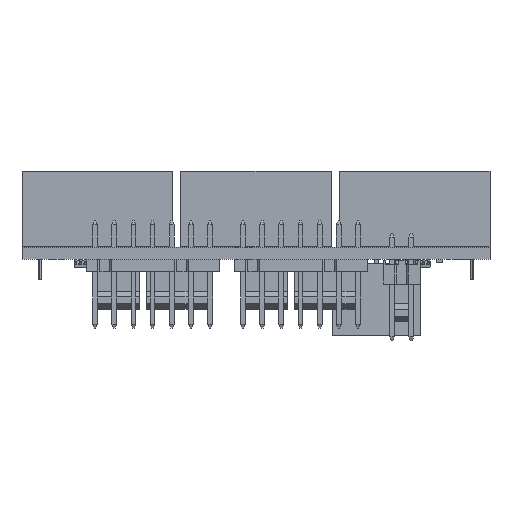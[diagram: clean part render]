
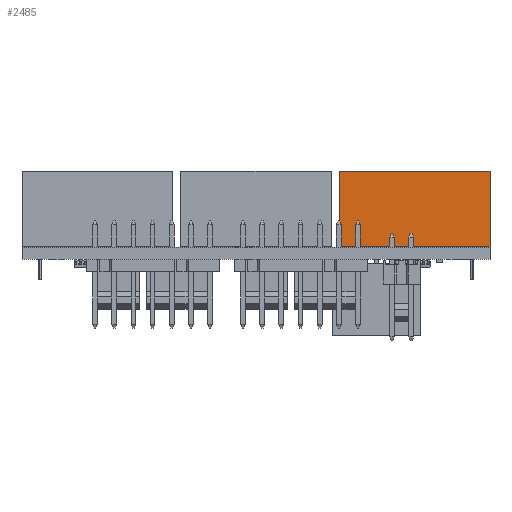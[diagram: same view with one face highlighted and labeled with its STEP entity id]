
A CAD part, front view. The second image highlights one B-rep face of the part: STEP entity #2485.
In plain terms, the highlighted planar face has unit normal (0, -1, 0).
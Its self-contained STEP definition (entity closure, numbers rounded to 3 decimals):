
#177 = PLANE('',#178);
#178 = AXIS2_PLACEMENT_3D('',#179,#180,#181);
#179 = CARTESIAN_POINT('',(0.,0.,10.));
#180 = DIRECTION('',(0.,-0.,1.));
#181 = DIRECTION('',(1.,0.,0.));
#2135 = EDGE_CURVE('',#2136,#2138,#2140,.T.);
#2136 = VERTEX_POINT('',#2137);
#2137 = CARTESIAN_POINT('',(-10.,-13.85,0.));
#2138 = VERTEX_POINT('',#2139);
#2139 = CARTESIAN_POINT('',(10.,-13.85,0.));
#2140 = SURFACE_CURVE('',#2141,(#2145,#2157),.PCURVE_S1.);
#2141 = LINE('',#2142,#2143);
#2142 = CARTESIAN_POINT('',(10.,-13.85,0.));
#2143 = VECTOR('',#2144,1.);
#2144 = DIRECTION('',(1.,0.,-0.));
#2145 = PCURVE('',#2146,#2151);
#2146 = PLANE('',#2147);
#2147 = AXIS2_PLACEMENT_3D('',#2148,#2149,#2150);
#2148 = CARTESIAN_POINT('',(0.,0.,0.));
#2149 = DIRECTION('',(0.,-0.,1.));
#2150 = DIRECTION('',(1.,0.,0.));
#2151 = DEFINITIONAL_REPRESENTATION('',(#2152),#2156);
#2152 = LINE('',#2153,#2154);
#2153 = CARTESIAN_POINT('',(10.,-13.85));
#2154 = VECTOR('',#2155,1.);
#2155 = DIRECTION('',(1.,0.));
#2156 = ( GEOMETRIC_REPRESENTATION_CONTEXT(2) 
PARAMETRIC_REPRESENTATION_CONTEXT() REPRESENTATION_CONTEXT('2D SPACE',''
  ) );
#2157 = PCURVE('',#2158,#2163);
#2158 = PLANE('',#2159);
#2159 = AXIS2_PLACEMENT_3D('',#2160,#2161,#2162);
#2160 = CARTESIAN_POINT('',(10.,-13.85,10.));
#2161 = DIRECTION('',(0.,1.,0.));
#2162 = DIRECTION('',(-1.,0.,0.));
#2163 = DEFINITIONAL_REPRESENTATION('',(#2164),#2168);
#2164 = LINE('',#2165,#2166);
#2165 = CARTESIAN_POINT('',(-0.,-10.));
#2166 = VECTOR('',#2167,1.);
#2167 = DIRECTION('',(-1.,0.));
#2168 = ( GEOMETRIC_REPRESENTATION_CONTEXT(2) 
PARAMETRIC_REPRESENTATION_CONTEXT() REPRESENTATION_CONTEXT('2D SPACE',''
  ) );
#2186 = PLANE('',#2187);
#2187 = AXIS2_PLACEMENT_3D('',#2188,#2189,#2190);
#2188 = CARTESIAN_POINT('',(10.,-13.85,10.));
#2189 = DIRECTION('',(-1.,0.,0.));
#2190 = DIRECTION('',(0.,0.,1.));
#2240 = PLANE('',#2241);
#2241 = AXIS2_PLACEMENT_3D('',#2242,#2243,#2244);
#2242 = CARTESIAN_POINT('',(-10.,-13.85,10.));
#2243 = DIRECTION('',(1.,0.,0.));
#2244 = DIRECTION('',(0.,0.,-1.));
#2393 = VERTEX_POINT('',#2394);
#2394 = CARTESIAN_POINT('',(-10.,-13.85,10.));
#2415 = EDGE_CURVE('',#2393,#2136,#2416,.T.);
#2416 = SURFACE_CURVE('',#2417,(#2421,#2428),.PCURVE_S1.);
#2417 = LINE('',#2418,#2419);
#2418 = CARTESIAN_POINT('',(-10.,-13.85,10.));
#2419 = VECTOR('',#2420,1.);
#2420 = DIRECTION('',(-0.,-0.,-1.));
#2421 = PCURVE('',#2240,#2422);
#2422 = DEFINITIONAL_REPRESENTATION('',(#2423),#2427);
#2423 = LINE('',#2424,#2425);
#2424 = CARTESIAN_POINT('',(0.,0.));
#2425 = VECTOR('',#2426,1.);
#2426 = DIRECTION('',(1.,0.));
#2427 = ( GEOMETRIC_REPRESENTATION_CONTEXT(2) 
PARAMETRIC_REPRESENTATION_CONTEXT() REPRESENTATION_CONTEXT('2D SPACE',''
  ) );
#2428 = PCURVE('',#2158,#2429);
#2429 = DEFINITIONAL_REPRESENTATION('',(#2430),#2434);
#2430 = LINE('',#2431,#2432);
#2431 = CARTESIAN_POINT('',(20.,0.));
#2432 = VECTOR('',#2433,1.);
#2433 = DIRECTION('',(0.,-1.));
#2434 = ( GEOMETRIC_REPRESENTATION_CONTEXT(2) 
PARAMETRIC_REPRESENTATION_CONTEXT() REPRESENTATION_CONTEXT('2D SPACE',''
  ) );
#2485 = ADVANCED_FACE('',(#2486),#2158,.F.);
#2486 = FACE_BOUND('',#2487,.F.);
#2487 = EDGE_LOOP('',(#2488,#2489,#2512,#2533));
#2488 = ORIENTED_EDGE('',*,*,#2415,.F.);
#2489 = ORIENTED_EDGE('',*,*,#2490,.T.);
#2490 = EDGE_CURVE('',#2393,#2491,#2493,.T.);
#2491 = VERTEX_POINT('',#2492);
#2492 = CARTESIAN_POINT('',(10.,-13.85,10.));
#2493 = SURFACE_CURVE('',#2494,(#2498,#2505),.PCURVE_S1.);
#2494 = LINE('',#2495,#2496);
#2495 = CARTESIAN_POINT('',(10.,-13.85,10.));
#2496 = VECTOR('',#2497,1.);
#2497 = DIRECTION('',(1.,0.,-0.));
#2498 = PCURVE('',#2158,#2499);
#2499 = DEFINITIONAL_REPRESENTATION('',(#2500),#2504);
#2500 = LINE('',#2501,#2502);
#2501 = CARTESIAN_POINT('',(0.,0.));
#2502 = VECTOR('',#2503,1.);
#2503 = DIRECTION('',(-1.,0.));
#2504 = ( GEOMETRIC_REPRESENTATION_CONTEXT(2) 
PARAMETRIC_REPRESENTATION_CONTEXT() REPRESENTATION_CONTEXT('2D SPACE',''
  ) );
#2505 = PCURVE('',#177,#2506);
#2506 = DEFINITIONAL_REPRESENTATION('',(#2507),#2511);
#2507 = LINE('',#2508,#2509);
#2508 = CARTESIAN_POINT('',(10.,-13.85));
#2509 = VECTOR('',#2510,1.);
#2510 = DIRECTION('',(1.,0.));
#2511 = ( GEOMETRIC_REPRESENTATION_CONTEXT(2) 
PARAMETRIC_REPRESENTATION_CONTEXT() REPRESENTATION_CONTEXT('2D SPACE',''
  ) );
#2512 = ORIENTED_EDGE('',*,*,#2513,.T.);
#2513 = EDGE_CURVE('',#2491,#2138,#2514,.T.);
#2514 = SURFACE_CURVE('',#2515,(#2519,#2526),.PCURVE_S1.);
#2515 = LINE('',#2516,#2517);
#2516 = CARTESIAN_POINT('',(10.,-13.85,10.));
#2517 = VECTOR('',#2518,1.);
#2518 = DIRECTION('',(-0.,-0.,-1.));
#2519 = PCURVE('',#2158,#2520);
#2520 = DEFINITIONAL_REPRESENTATION('',(#2521),#2525);
#2521 = LINE('',#2522,#2523);
#2522 = CARTESIAN_POINT('',(0.,0.));
#2523 = VECTOR('',#2524,1.);
#2524 = DIRECTION('',(0.,-1.));
#2525 = ( GEOMETRIC_REPRESENTATION_CONTEXT(2) 
PARAMETRIC_REPRESENTATION_CONTEXT() REPRESENTATION_CONTEXT('2D SPACE',''
  ) );
#2526 = PCURVE('',#2186,#2527);
#2527 = DEFINITIONAL_REPRESENTATION('',(#2528),#2532);
#2528 = LINE('',#2529,#2530);
#2529 = CARTESIAN_POINT('',(0.,0.));
#2530 = VECTOR('',#2531,1.);
#2531 = DIRECTION('',(-1.,0.));
#2532 = ( GEOMETRIC_REPRESENTATION_CONTEXT(2) 
PARAMETRIC_REPRESENTATION_CONTEXT() REPRESENTATION_CONTEXT('2D SPACE',''
  ) );
#2533 = ORIENTED_EDGE('',*,*,#2135,.F.);
